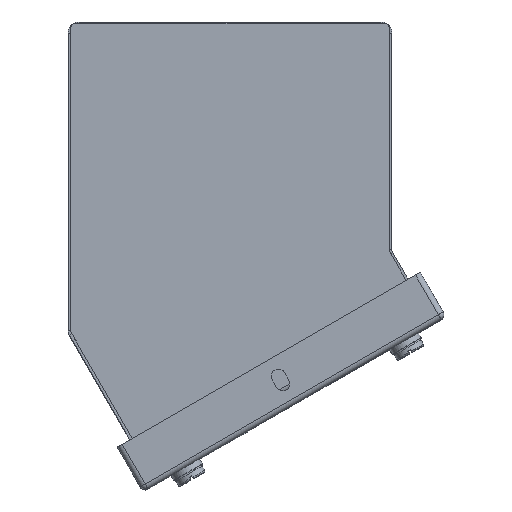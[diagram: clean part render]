
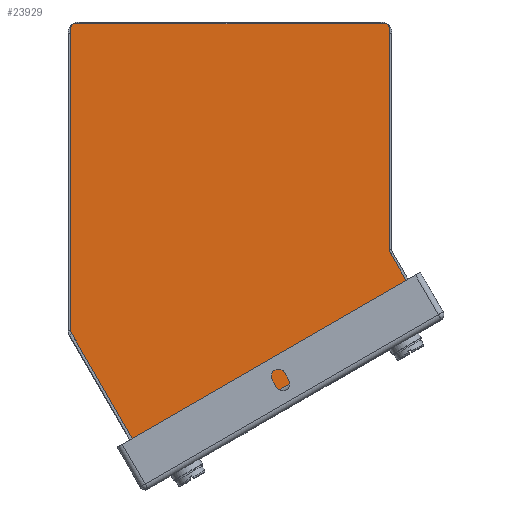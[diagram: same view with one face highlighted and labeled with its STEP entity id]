
A CAD part, top view. The second image highlights one B-rep face of the part: STEP entity #23929.
In plain terms, the highlighted face is planar.
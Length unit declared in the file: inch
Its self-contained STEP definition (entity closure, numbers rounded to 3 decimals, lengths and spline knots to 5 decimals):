
#368 = VECTOR ( 'NONE', #4400, 39.37008 ) ;
#794 = CARTESIAN_POINT ( 'NONE',  ( 0.05984, 2.36558, -0.03 ) ) ;
#1176 = AXIS2_PLACEMENT_3D ( 'NONE', #24959, #3828, #13526 ) ;
#1416 = EDGE_CURVE ( 'NONE', #20651, #22348, #8880, .T. ) ;
#1838 = VERTEX_POINT ( 'NONE', #14419 ) ;
#1849 = VECTOR ( 'NONE', #11760, 39.37008 ) ;
#1865 = DIRECTION ( 'NONE',  ( 0., 0., 1. ) ) ;
#1982 = EDGE_CURVE ( 'NONE', #21750, #1838, #23357, .T. ) ;
#2157 = CARTESIAN_POINT ( 'NONE',  ( 0.05984, -0.06233, -3.5 ) ) ;
#2337 = LINE ( 'NONE', #18844, #1849 ) ;
#2632 = ORIENTED_EDGE ( 'NONE', *, *, #1982, .T. ) ;
#3118 = VERTEX_POINT ( 'NONE', #14307 ) ;
#3237 = ORIENTED_EDGE ( 'NONE', *, *, #23520, .T. ) ;
#3264 = DIRECTION ( 'NONE',  ( 0., -1., 0. ) ) ;
#3828 = DIRECTION ( 'NONE',  ( 1., 0., 0. ) ) ;
#4374 = ORIENTED_EDGE ( 'NONE', *, *, #14621, .T. ) ;
#4400 = DIRECTION ( 'NONE',  ( 0., -0.5, 0.866 ) ) ;
#5024 = ORIENTED_EDGE ( 'NONE', *, *, #27712, .T. ) ;
#5550 = VECTOR ( 'NONE', #29840, 39.37008 ) ;
#5903 = FACE_OUTER_BOUND ( 'NONE', #7146, .T. ) ;
#5954 = EDGE_CURVE ( 'NONE', #13982, #3118, #29032, .T. ) ;
#6415 = CARTESIAN_POINT ( 'NONE',  ( 0.05984, 2.38558, -0.02464 ) ) ;
#6665 = DIRECTION ( 'NONE',  ( 1., 0., 0. ) ) ;
#6819 = ORIENTED_EDGE ( 'NONE', *, *, #29769, .T. ) ;
#7146 = EDGE_LOOP ( 'NONE', ( #13136, #2632, #6819, #22230, #9154, #4374, #7398, #28144, #3237, #5024 ) ) ;
#7360 = VERTEX_POINT ( 'NONE', #6415 ) ;
#7398 = ORIENTED_EDGE ( 'NONE', *, *, #1416, .T. ) ;
#8377 = CIRCLE ( 'NONE', #26108, 0.04 ) ;
#8880 = LINE ( 'NONE', #13663, #16621 ) ;
#9090 = LINE ( 'NONE', #2157, #10784 ) ;
#9154 = ORIENTED_EDGE ( 'NONE', *, *, #5954, .T. ) ;
#9821 = AXIS2_PLACEMENT_3D ( 'NONE', #22545, #24530, #15765 ) ;
#10769 = DIRECTION ( 'NONE',  ( 0., 0., 1. ) ) ;
#10784 = VECTOR ( 'NONE', #11578, 39.37008 ) ;
#11578 = DIRECTION ( 'NONE',  ( 0., 1., 0. ) ) ;
#11760 = DIRECTION ( 'NONE',  ( 0., 0.866, 0.5 ) ) ;
#12062 = AXIS2_PLACEMENT_3D ( 'NONE', #28706, #16215, #16821 ) ;
#12592 = VECTOR ( 'NONE', #3264, 39.37008 ) ;
#12712 = VERTEX_POINT ( 'NONE', #14569 ) ;
#12986 = EDGE_CURVE ( 'NONE', #24436, #21750, #2337, .T. ) ;
#13046 = CIRCLE ( 'NONE', #17007, 0.04 ) ;
#13136 = ORIENTED_EDGE ( 'NONE', *, *, #12986, .T. ) ;
#13526 = DIRECTION ( 'NONE',  ( 0., 0., 1. ) ) ;
#13663 = CARTESIAN_POINT ( 'NONE',  ( 0.05984, -0.10233, -0.07 ) ) ;
#13982 = VERTEX_POINT ( 'NONE', #794 ) ;
#14307 = CARTESIAN_POINT ( 'NONE',  ( 0.05984, -0.06233, -0.03 ) ) ;
#14419 = CARTESIAN_POINT ( 'NONE',  ( 0.05984, 2.99264, 0.32584 ) ) ;
#14569 = CARTESIAN_POINT ( 'NONE',  ( 0.05984, 3.25106, -3.5 ) ) ;
#14621 = EDGE_CURVE ( 'NONE', #3118, #20651, #17408, .T. ) ;
#14968 = CARTESIAN_POINT ( 'NONE',  ( 0.05984, 2.36558, -0.03 ) ) ;
#15765 = DIRECTION ( 'NONE',  ( 0., 0., 1. ) ) ;
#15864 = CARTESIAN_POINT ( 'NONE',  ( 0.05984, -0.06233, -3.46 ) ) ;
#16116 = LINE ( 'NONE', #30012, #5550 ) ;
#16215 = DIRECTION ( 'NONE',  ( 1., 0., 0. ) ) ;
#16621 = VECTOR ( 'NONE', #18297, 39.37008 ) ;
#16638 = VERTEX_POINT ( 'NONE', #17215 ) ;
#16821 = DIRECTION ( 'NONE',  ( 0., 0., 1. ) ) ;
#17007 = AXIS2_PLACEMENT_3D ( 'NONE', #22555, #6665, #1865 ) ;
#17215 = CARTESIAN_POINT ( 'NONE',  ( 0.05984, -0.06233, -3.5 ) ) ;
#17408 = CIRCLE ( 'NONE', #1176, 0.04 ) ;
#18297 = DIRECTION ( 'NONE',  ( 0., 0., -1. ) ) ;
#18844 = CARTESIAN_POINT ( 'NONE',  ( 0.05984, 3.27106, -3.49464 ) ) ;
#19155 = CARTESIAN_POINT ( 'NONE',  ( 0.05984, 4.71656, -2.66008 ) ) ;
#19200 = CARTESIAN_POINT ( 'NONE',  ( 0.05984, 3.27106, -3.49464 ) ) ;
#19518 = EDGE_CURVE ( 'NONE', #22348, #16638, #8377, .T. ) ;
#20093 = PLANE ( 'NONE',  #9821 ) ;
#20651 = VERTEX_POINT ( 'NONE', #27376 ) ;
#21048 = CARTESIAN_POINT ( 'NONE',  ( 0.05984, -0.10233, -3.46 ) ) ;
#21750 = VERTEX_POINT ( 'NONE', #19155 ) ;
#22230 = ORIENTED_EDGE ( 'NONE', *, *, #27852, .F. ) ;
#22348 = VERTEX_POINT ( 'NONE', #21048 ) ;
#22545 = CARTESIAN_POINT ( 'NONE',  ( 0.05984, -0.06233, -0.07 ) ) ;
#22555 = CARTESIAN_POINT ( 'NONE',  ( 0.05984, 3.25106, -3.46 ) ) ;
#23357 = LINE ( 'NONE', #25537, #368 ) ;
#23520 = EDGE_CURVE ( 'NONE', #16638, #12712, #9090, .T. ) ;
#23929 = ADVANCED_FACE ( 'NONE', ( #5903 ), #20093, .T. ) ;
#24436 = VERTEX_POINT ( 'NONE', #19200 ) ;
#24530 = DIRECTION ( 'NONE',  ( 1., 0., 0. ) ) ;
#24959 = CARTESIAN_POINT ( 'NONE',  ( 0.05984, -0.06233, -0.07 ) ) ;
#25275 = DIRECTION ( 'NONE',  ( 1., 0., 0. ) ) ;
#25537 = CARTESIAN_POINT ( 'NONE',  ( 0.05984, 3.35566, -0.30292 ) ) ;
#26108 = AXIS2_PLACEMENT_3D ( 'NONE', #15864, #25275, #10769 ) ;
#26856 = CIRCLE ( 'NONE', #12062, 0.04 ) ;
#27376 = CARTESIAN_POINT ( 'NONE',  ( 0.05984, -0.10233, -0.07 ) ) ;
#27712 = EDGE_CURVE ( 'NONE', #12712, #24436, #13046, .T. ) ;
#27852 = EDGE_CURVE ( 'NONE', #13982, #7360, #26856, .T. ) ;
#28144 = ORIENTED_EDGE ( 'NONE', *, *, #19518, .T. ) ;
#28706 = CARTESIAN_POINT ( 'NONE',  ( 0.05984, 2.36558, 0.01 ) ) ;
#29032 = LINE ( 'NONE', #14968, #12592 ) ;
#29769 = EDGE_CURVE ( 'NONE', #1838, #7360, #16116, .T. ) ;
#29840 = DIRECTION ( 'NONE',  ( 0., -0.866, -0.5 ) ) ;
#30012 = CARTESIAN_POINT ( 'NONE',  ( 0.05984, 3.0446, 0.35584 ) ) ;
